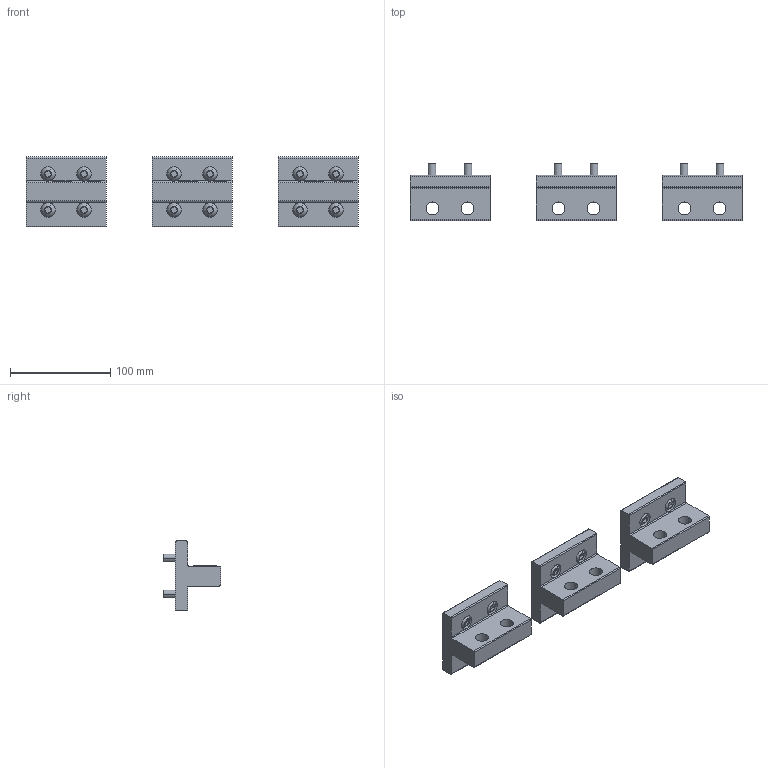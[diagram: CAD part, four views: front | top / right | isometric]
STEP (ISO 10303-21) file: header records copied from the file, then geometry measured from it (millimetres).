
FILE_DESCRIPTION(('CATIA V5 STEP Exchange'),'2;1');
FILE_NAME('1SDH001252R0177_1PA_001_01_E4.2_III_F_TERMINALS_HR_LOWER_3200A.stp','2014-03-06T08:29:19+00:00',('none'),('none'),'CATIA Version 5 Release 20 SP 5 (IN-10)','CATIA V5 STEP AP214','none');
FILE_SCHEMA(('AUTOMOTIVE_DESIGN { 1 0 10303 214 1 1 1 1 }'));
Length unit declared in the file: millimetre
Products named in the file (1): 1SDH001252R0177_1PA_001_01_E4.2_III_F_TERMINALS_HR_LOWER_3200A
Bounding box: 332 x 57 x 70 mm (x, y, z)
Volume: 450738.5 mm3; surface area: 105889.9 mm2
Topology: 16 solids, 16 shells, 384 faces, 936 edges, 608 vertices
Faces by surface type: plane 176, cylinder 160, revolution 24, torus 24
Entity records: 11245 total; most frequent: CARTESIAN_POINT 2129, ORIENTED_EDGE 1872, DIRECTION 1480, EDGE_CURVE 936, AXIS2_PLACEMENT_3D 689, VERTEX_POINT 608, VECTOR 488, LINE 488
